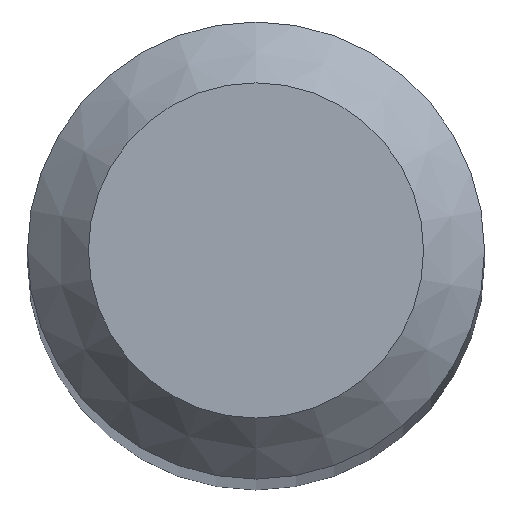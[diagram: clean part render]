
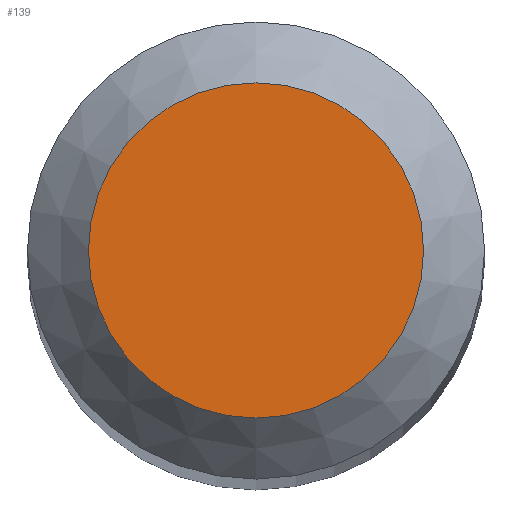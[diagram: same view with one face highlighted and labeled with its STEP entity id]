
A CAD part, top view. The second image highlights one B-rep face of the part: STEP entity #139.
In plain terms, the highlighted planar face has unit normal (0, 0, 1).
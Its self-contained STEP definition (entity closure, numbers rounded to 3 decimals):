
#18 = EDGE_LOOP ( 'NONE', ( #216 ) ) ;
#26 = DIRECTION ( 'NONE',  ( 0., 1., 0. ) ) ;
#31 = AXIS2_PLACEMENT_3D ( 'NONE', #194, #147, #26 ) ;
#83 = CARTESIAN_POINT ( 'NONE',  ( 0., 0.55, 30. ) ) ;
#86 = EDGE_CURVE ( 'NONE', #118, #118, #155, .T. ) ;
#96 = AXIS2_PLACEMENT_3D ( 'NONE', #164, #182, #199 ) ;
#99 = FACE_OUTER_BOUND ( 'NONE', #18, .T. ) ;
#118 = VERTEX_POINT ( 'NONE', #83 ) ;
#139 = ADVANCED_FACE ( 'NONE', ( #99 ), #183, .F. ) ;
#147 = DIRECTION ( 'NONE',  ( 0., 0., -1. ) ) ;
#155 = CIRCLE ( 'NONE', #31, 0.55 ) ;
#164 = CARTESIAN_POINT ( 'NONE',  ( 0., 0., 30. ) ) ;
#182 = DIRECTION ( 'NONE',  ( 0., 0., -1. ) ) ;
#183 = PLANE ( 'NONE',  #96 ) ;
#194 = CARTESIAN_POINT ( 'NONE',  ( 0., 0., 30. ) ) ;
#199 = DIRECTION ( 'NONE',  ( 0., 1., 0. ) ) ;
#216 = ORIENTED_EDGE ( 'NONE', *, *, #86, .F. ) ;
